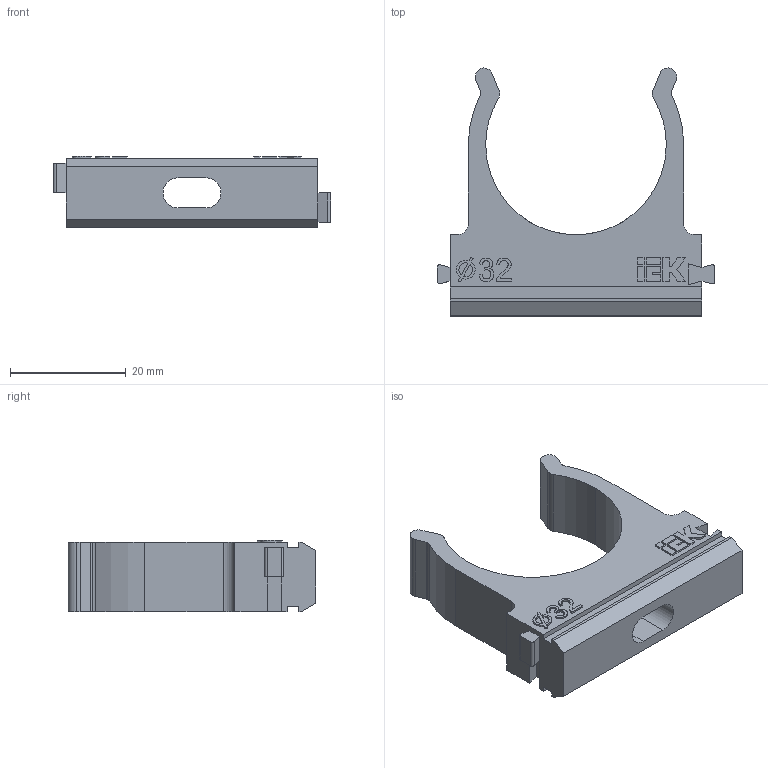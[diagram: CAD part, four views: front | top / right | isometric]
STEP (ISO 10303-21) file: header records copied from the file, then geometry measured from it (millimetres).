
FILE_DESCRIPTION (( 'STEP AP214' ), '1' );
FILE_NAME ('Äåðæàòåëü 32.STEP', '2016-05-20T11:31:52', ( '' ), ( '' ), 'SwSTEP 2.0', 'SolidWorks 2014', '' );
FILE_SCHEMA (( 'AUTOMOTIVE_DESIGN' ));
Length unit declared in the file: millimetre
Products named in the file (1): Äåðæàòåëü 32
Bounding box: 47.9 x 42.83 x 12.3 mm (x, y, z)
Volume: 9025.8 mm3; surface area: 5040 mm2
Topology: 1 solids, 1 shells, 161 faces, 440 edges, 292 vertices
Faces by surface type: plane 102, cylinder 36, bspline 23
Entity records: 6368 total; most frequent: CARTESIAN_POINT 2335, ORIENTED_EDGE 880, DIRECTION 742, EDGE_CURVE 440, LINE 320, VECTOR 320, VERTEX_POINT 292, AXIS2_PLACEMENT_3D 211
